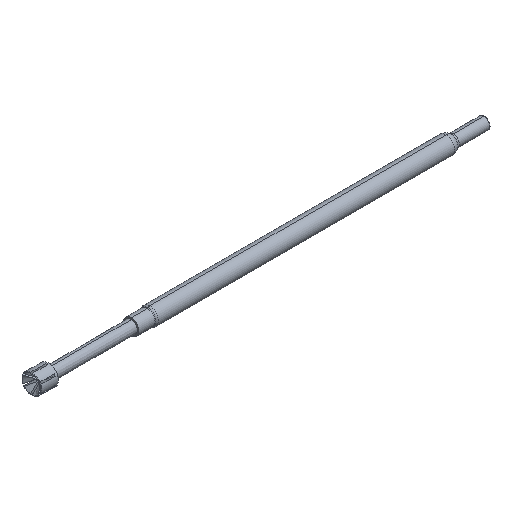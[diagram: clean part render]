
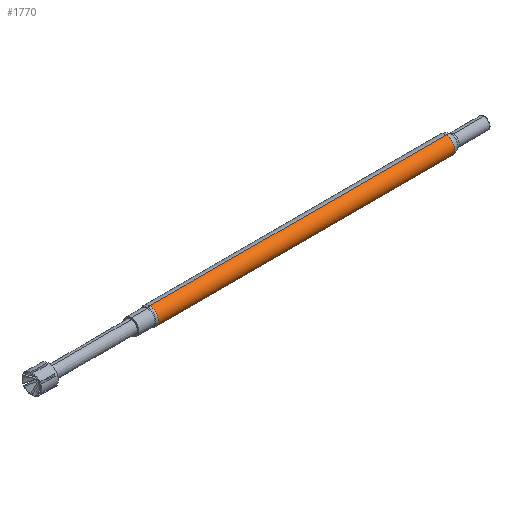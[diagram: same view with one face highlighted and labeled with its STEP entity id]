
A CAD part, isometric view. The second image highlights one B-rep face of the part: STEP entity #1770.
In plain terms, the highlighted cylindrical face has radius 0.683 mm (diameter 1.367 mm), a partial arc.
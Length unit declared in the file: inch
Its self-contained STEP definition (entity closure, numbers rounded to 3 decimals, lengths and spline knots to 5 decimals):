
#90 = CIRCLE ( 'NONE', #1730, 0.0269 ) ;
#112 = DIRECTION ( 'NONE',  ( -1., 0., 0. ) ) ;
#373 = VERTEX_POINT ( 'NONE', #2157 ) ;
#510 = DIRECTION ( 'NONE',  ( 0., 0., 1. ) ) ;
#538 = VERTEX_POINT ( 'NONE', #677 ) ;
#551 = ORIENTED_EDGE ( 'NONE', *, *, #824, .F. ) ;
#585 = CIRCLE ( 'NONE', #3326, 0.0269 ) ;
#677 = CARTESIAN_POINT ( 'NONE',  ( 0.05807, 0., 0.0269 ) ) ;
#772 = CARTESIAN_POINT ( 'NONE',  ( 0.98, 0., 0. ) ) ;
#779 = CARTESIAN_POINT ( 'NONE',  ( 0., 0., -0.0269 ) ) ;
#795 = FACE_OUTER_BOUND ( 'NONE', #3167, .T. ) ;
#824 = EDGE_CURVE ( 'NONE', #1868, #373, #3071, .T. ) ;
#836 = DIRECTION ( 'NONE',  ( 0., 0., 1. ) ) ;
#958 = ORIENTED_EDGE ( 'NONE', *, *, #3161, .T. ) ;
#1004 = CARTESIAN_POINT ( 'NONE',  ( 0.98, 0., -0.0269 ) ) ;
#1077 = CARTESIAN_POINT ( 'NONE',  ( 0., 0., 0. ) ) ;
#1159 = DIRECTION ( 'NONE',  ( -1., 0., 0. ) ) ;
#1256 = EDGE_CURVE ( 'NONE', #2336, #538, #2155, .T. ) ;
#1315 = ORIENTED_EDGE ( 'NONE', *, *, #1256, .T. ) ;
#1513 = EDGE_CURVE ( 'NONE', #373, #538, #585, .T. ) ;
#1556 = ORIENTED_EDGE ( 'NONE', *, *, #1513, .F. ) ;
#1700 = VECTOR ( 'NONE', #2335, 39.37008 ) ;
#1730 = AXIS2_PLACEMENT_3D ( 'NONE', #772, #3286, #510 ) ;
#1770 = ADVANCED_FACE ( 'NONE', ( #795 ), #1829, .T. ) ;
#1829 = CYLINDRICAL_SURFACE ( 'NONE', #2322, 0.0269 ) ;
#1868 = VERTEX_POINT ( 'NONE', #1004 ) ;
#1939 = CARTESIAN_POINT ( 'NONE',  ( 0.98, 0., 0.0269 ) ) ;
#2155 = LINE ( 'NONE', #2662, #3162 ) ;
#2157 = CARTESIAN_POINT ( 'NONE',  ( 0.05807, 0., -0.0269 ) ) ;
#2158 = CARTESIAN_POINT ( 'NONE',  ( 0.05807, 0., 0. ) ) ;
#2322 = AXIS2_PLACEMENT_3D ( 'NONE', #1077, #3134, #836 ) ;
#2335 = DIRECTION ( 'NONE',  ( -1., 0., 0. ) ) ;
#2336 = VERTEX_POINT ( 'NONE', #1939 ) ;
#2662 = CARTESIAN_POINT ( 'NONE',  ( 0., 0., 0.0269 ) ) ;
#2680 = DIRECTION ( 'NONE',  ( 0., 0., 1. ) ) ;
#3071 = LINE ( 'NONE', #779, #1700 ) ;
#3134 = DIRECTION ( 'NONE',  ( -1., 0., 0. ) ) ;
#3161 = EDGE_CURVE ( 'NONE', #1868, #2336, #90, .T. ) ;
#3162 = VECTOR ( 'NONE', #112, 39.37008 ) ;
#3167 = EDGE_LOOP ( 'NONE', ( #551, #958, #1315, #1556 ) ) ;
#3286 = DIRECTION ( 'NONE',  ( -1., 0., 0. ) ) ;
#3326 = AXIS2_PLACEMENT_3D ( 'NONE', #2158, #1159, #2680 ) ;
